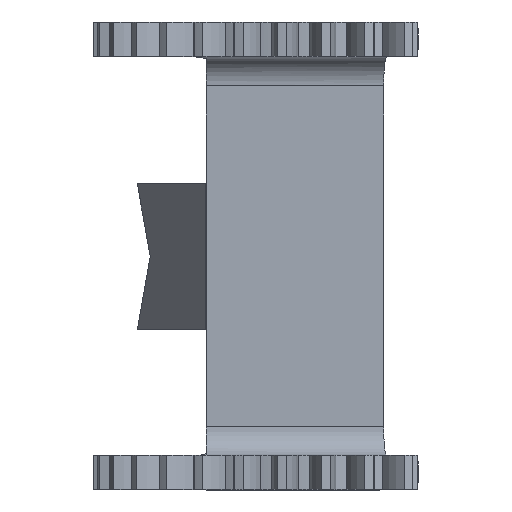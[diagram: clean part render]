
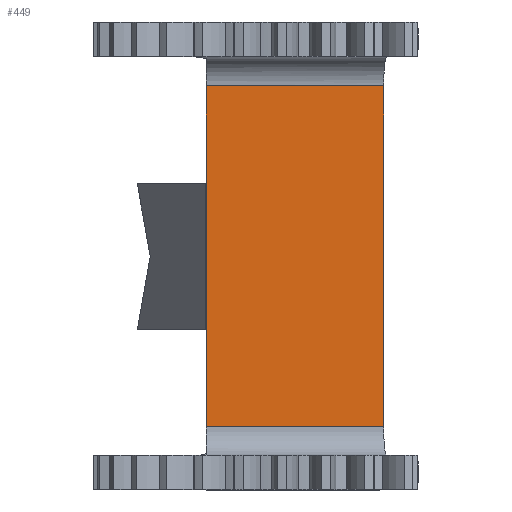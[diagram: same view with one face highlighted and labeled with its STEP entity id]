
A CAD part, top view. The second image highlights one B-rep face of the part: STEP entity #449.
In plain terms, the highlighted planar face has unit normal (0, 0, 1).
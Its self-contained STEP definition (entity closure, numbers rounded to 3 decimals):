
#320=PLANE('',#3659);
#449=ADVANCED_FACE('',(#718),#320,.F.);
#718=FACE_OUTER_BOUND('',#895,.T.);
#895=EDGE_LOOP('',(#2020,#2021,#2022,#2023));
#1109=LINE('',#5427,#1338);
#1116=LINE('',#5447,#1345);
#1127=LINE('',#5536,#1356);
#1128=LINE('',#5537,#1357);
#1338=VECTOR('',#4400,1.);
#1345=VECTOR('',#4419,1.);
#1356=VECTOR('',#4502,1.);
#1357=VECTOR('',#4503,1.);
#2020=ORIENTED_EDGE('',*,*,#2995,.T.);
#2021=ORIENTED_EDGE('',*,*,#3052,.T.);
#2022=ORIENTED_EDGE('',*,*,#3007,.T.);
#2023=ORIENTED_EDGE('',*,*,#3053,.T.);
#2615=VERTEX_POINT('',#5426);
#2616=VERTEX_POINT('',#5428);
#2622=VERTEX_POINT('',#5446);
#2623=VERTEX_POINT('',#5448);
#2995=EDGE_CURVE('',#2616,#2615,#1109,.T.);
#3007=EDGE_CURVE('',#2623,#2622,#1116,.T.);
#3052=EDGE_CURVE('',#2615,#2623,#1127,.T.);
#3053=EDGE_CURVE('',#2622,#2616,#1128,.T.);
#3659=AXIS2_PLACEMENT_3D('',#5538,#4504,#4505);
#4400=DIRECTION('',(0.,-1.,0.));
#4419=DIRECTION('',(0.,1.,0.));
#4502=DIRECTION('',(1.,0.,0.));
#4503=DIRECTION('',(-1.,0.,0.));
#4504=DIRECTION('',(0.,0.,-1.));
#4505=DIRECTION('',(0.,1.,0.));
#5426=CARTESIAN_POINT('',(-10.,-46.5,-17.5));
#5427=CARTESIAN_POINT('',(-10.,-53.1,-17.5));
#5428=CARTESIAN_POINT('',(-10.,-11.5,-17.5));
#5446=CARTESIAN_POINT('',(8.202,-11.5,-17.5));
#5447=CARTESIAN_POINT('',(8.202,-10.2,-17.5));
#5448=CARTESIAN_POINT('',(8.202,-46.5,-17.5));
#5536=CARTESIAN_POINT('',(8.202,-46.5,-17.5));
#5537=CARTESIAN_POINT('',(-10.,-11.5,-17.5));
#5538=CARTESIAN_POINT('',(-12.3,-10.2,-17.5));
